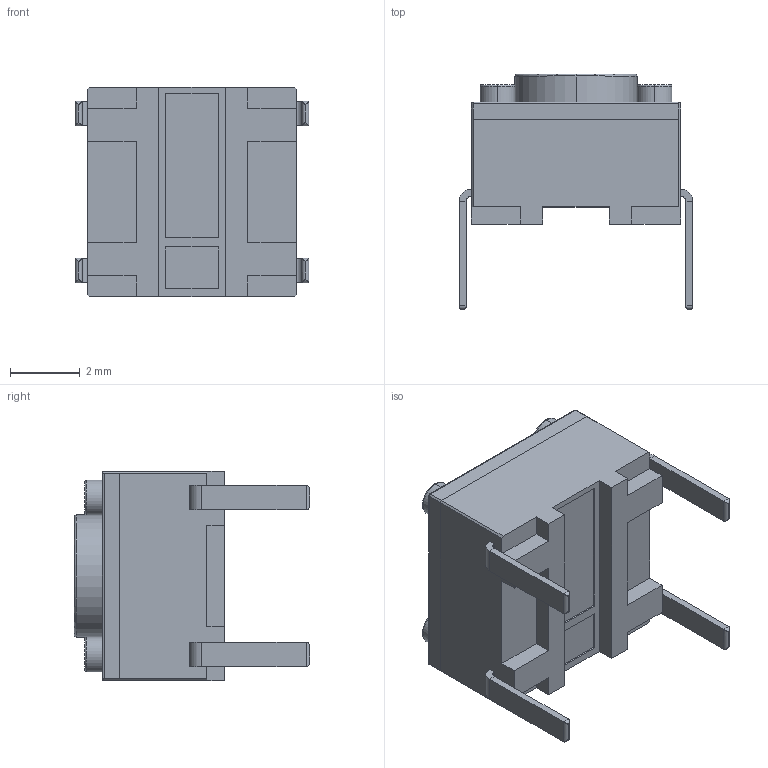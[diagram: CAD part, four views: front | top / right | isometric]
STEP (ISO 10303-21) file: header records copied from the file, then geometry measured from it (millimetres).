
FILE_DESCRIPTION (( 'STEP AP214' ), '1' );
FILE_NAME ('PB 4P H4.3.STEP', '2019-12-06T09:29:32', ( '' ), ( '' ), 'SwSTEP 2.0', 'SolidWorks 2019', '' );
FILE_SCHEMA (( 'AUTOMOTIVE_DESIGN' ));
Length unit declared in the file: millimetre
Products named in the file (1): PB 4P H4.3
Bounding box: 6.7 x 6.75 x 6 mm (x, y, z)
Volume: 125.3 mm3; surface area: 204.1 mm2
Topology: 1 solids, 1 shells, 148 faces, 332 edges, 202 vertices
Faces by surface type: plane 86, cylinder 42, torus 20
Entity records: 5700 total; most frequent: CARTESIAN_POINT 755, DIRECTION 692, ORIENTED_EDGE 664, EDGE_CURVE 332, AXIS2_PLACEMENT_3D 235, VECTOR 222, LINE 222, VERTEX_POINT 202
